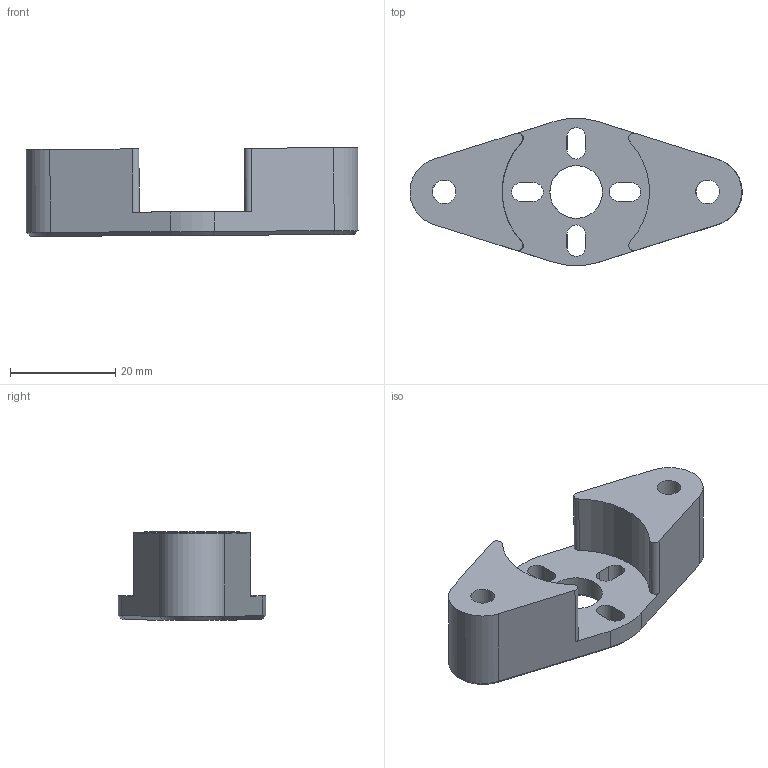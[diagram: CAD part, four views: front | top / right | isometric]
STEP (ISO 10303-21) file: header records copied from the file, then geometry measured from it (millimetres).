
FILE_DESCRIPTION(/* description */ (''),/* implementation_level */ '2;1');
FILE_NAME(/* name */ 'Motor Plate.step',/* time_stamp */ '2021-03-16T12:40:44+01:00',/* author */ (''),/* organization */ (''),/* preprocessor_version */ 'ST-DEVELOPER v18.1',/* originating_system */ 'Autodesk Translation Framework v9.10.0.1330',/* authorisation */ '');
FILE_SCHEMA (('AUTOMOTIVE_DESIGN { 1 0 10303 214 3 1 1 }'));
Length unit declared in the file: millimetre
Products named in the file (1): Motor Plate
Bounding box: 63.05 x 28 x 16.87 mm (x, y, z)
Volume: 11019.1 mm3; surface area: 5282.5 mm2
Topology: 1 solids, 1 shells, 64 faces, 171 edges, 105 vertices
Faces by surface type: plane 28, cylinder 21, cone 15
Full cylindrical faces by diameter (mm): 4.5 x2, 10 x1
Entity records: 2062 total; most frequent: CARTESIAN_POINT 362, DIRECTION 360, ORIENTED_EDGE 342, EDGE_CURVE 171, AXIS2_PLACEMENT_3D 129, VERTEX_POINT 105, LINE 102, VECTOR 102
